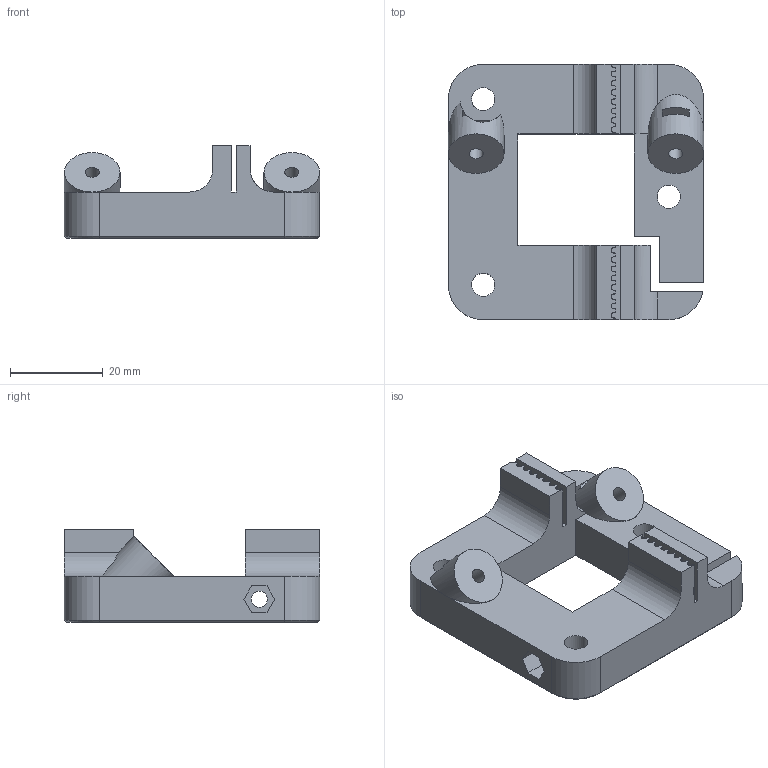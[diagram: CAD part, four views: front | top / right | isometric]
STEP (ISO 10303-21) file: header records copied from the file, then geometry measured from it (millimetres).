
FILE_DESCRIPTION(/* description */ ('Alibre Inc.'),/* implementation_level */ '2;1');
FILE_NAME(/* name */ 'export0',/* time_stamp */ '2016-09-03T12:13:34-04:00',/* author */ (''),/* organization */ (''),/* preprocessor_version */ 'ST-DEVELOPER v14',/* originating_system */ 'Alibre',/* authorisation */ '');
FILE_SCHEMA (('AUTOMOTIVE_DESIGN'));
Length unit declared in the file: centimetre
Bounding box: 55 x 55 x 20 mm (x, y, z)
Volume: 25238.3 mm3; surface area: 11394.5 mm2
Topology: 1 solids, 1 shells, 160 faces, 447 edges, 291 vertices
Faces by surface type: plane 84, cylinder 69, cone 7
Full cylindrical faces by diameter (mm): 3 x4, 3.5 x2, 5 x3, 5.9 x1, 12 x2
Entity records: 4999 total; most frequent: CARTESIAN_POINT 983, ORIENTED_EDGE 848, DIRECTION 779, EDGE_CURVE 424, AXIS2_PLACEMENT_3D 301, VERTEX_POINT 283, VECTOR 253, LINE 253
